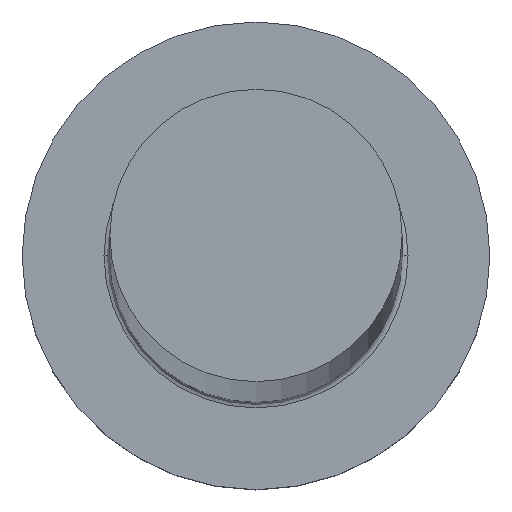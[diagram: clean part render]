
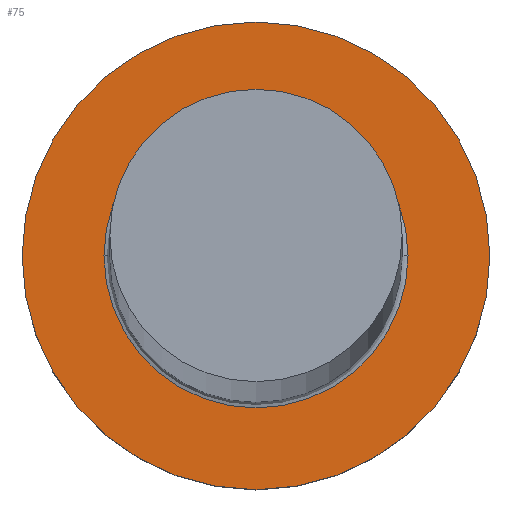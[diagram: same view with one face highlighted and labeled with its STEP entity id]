
A CAD part, top view. The second image highlights one B-rep face of the part: STEP entity #75.
In plain terms, the highlighted planar face has unit normal (0, 0, 1).
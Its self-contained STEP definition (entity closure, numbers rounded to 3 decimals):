
#1 = AXIS2_PLACEMENT_3D ( 'NONE', #56, #172, #269 ) ;
#3 = CARTESIAN_POINT ( 'NONE',  ( 0., 0., 5. ) ) ;
#12 = EDGE_CURVE ( 'NONE', #161, #239, #92, .T. ) ;
#18 = DIRECTION ( 'NONE',  ( 1., 0., 0. ) ) ;
#25 = ORIENTED_EDGE ( 'NONE', *, *, #70, .T. ) ;
#34 = CARTESIAN_POINT ( 'NONE',  ( 0., 0., 5. ) ) ;
#52 = CARTESIAN_POINT ( 'NONE',  ( 8., 0., 5. ) ) ;
#56 = CARTESIAN_POINT ( 'NONE',  ( 0., 0., 5. ) ) ;
#60 = FACE_BOUND ( 'NONE', #175, .T. ) ;
#70 = EDGE_CURVE ( 'NONE', #239, #161, #233, .T. ) ;
#75 = ADVANCED_FACE ( 'NONE', ( #60, #147 ), #221, .T. ) ;
#79 = CARTESIAN_POINT ( 'NONE',  ( 0., 0., 5. ) ) ;
#92 = CIRCLE ( 'NONE', #135, 5.2 ) ;
#98 = CARTESIAN_POINT ( 'NONE',  ( -5.2, 0., 5. ) ) ;
#103 = CIRCLE ( 'NONE', #248, 8. ) ;
#110 = ORIENTED_EDGE ( 'NONE', *, *, #292, .T. ) ;
#120 = DIRECTION ( 'NONE',  ( 0., 0., 1. ) ) ;
#130 = CARTESIAN_POINT ( 'NONE',  ( 0., 0., 5. ) ) ;
#135 = AXIS2_PLACEMENT_3D ( 'NONE', #130, #275, #242 ) ;
#136 = AXIS2_PLACEMENT_3D ( 'NONE', #3, #120, #287 ) ;
#147 = FACE_OUTER_BOUND ( 'NONE', #167, .T. ) ;
#157 = DIRECTION ( 'NONE',  ( 0., 0., 1. ) ) ;
#161 = VERTEX_POINT ( 'NONE', #98 ) ;
#165 = EDGE_CURVE ( 'NONE', #293, #197, #185, .T. ) ;
#167 = EDGE_LOOP ( 'NONE', ( #257, #110 ) ) ;
#172 = DIRECTION ( 'NONE',  ( 0., 0., -1. ) ) ;
#175 = EDGE_LOOP ( 'NONE', ( #25, #253 ) ) ;
#185 = CIRCLE ( 'NONE', #136, 8. ) ;
#197 = VERTEX_POINT ( 'NONE', #52 ) ;
#217 = DIRECTION ( 'NONE',  ( 1., 0., 0. ) ) ;
#221 = PLANE ( 'NONE',  #276 ) ;
#233 = CIRCLE ( 'NONE', #1, 5.2 ) ;
#239 = VERTEX_POINT ( 'NONE', #245 ) ;
#241 = CARTESIAN_POINT ( 'NONE',  ( -8., 0., 5. ) ) ;
#242 = DIRECTION ( 'NONE',  ( 1., 0., 0. ) ) ;
#245 = CARTESIAN_POINT ( 'NONE',  ( 5.2, 0., 5. ) ) ;
#248 = AXIS2_PLACEMENT_3D ( 'NONE', #79, #285, #217 ) ;
#253 = ORIENTED_EDGE ( 'NONE', *, *, #12, .T. ) ;
#257 = ORIENTED_EDGE ( 'NONE', *, *, #165, .T. ) ;
#269 = DIRECTION ( 'NONE',  ( 1., 0., 0. ) ) ;
#275 = DIRECTION ( 'NONE',  ( 0., 0., -1. ) ) ;
#276 = AXIS2_PLACEMENT_3D ( 'NONE', #34, #157, #18 ) ;
#285 = DIRECTION ( 'NONE',  ( 0., 0., 1. ) ) ;
#287 = DIRECTION ( 'NONE',  ( 1., 0., 0. ) ) ;
#292 = EDGE_CURVE ( 'NONE', #197, #293, #103, .T. ) ;
#293 = VERTEX_POINT ( 'NONE', #241 ) ;
